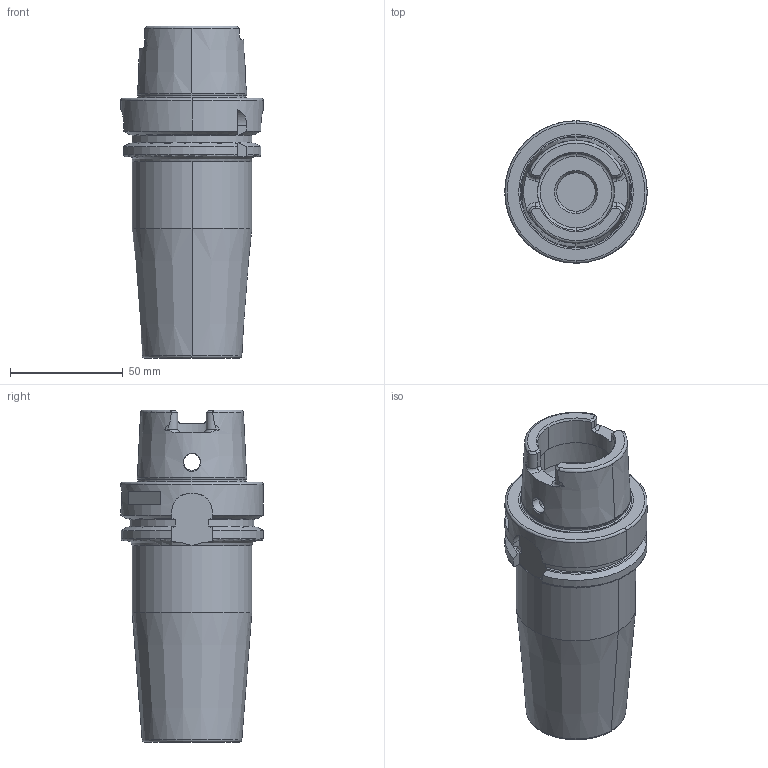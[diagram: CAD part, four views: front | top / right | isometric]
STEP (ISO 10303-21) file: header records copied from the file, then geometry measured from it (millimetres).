
FILE_DESCRIPTION((''),'2;1');
FILE_NAME('A63_70_25','2020-08-04T',('103090'),(''),'CREO PARAMETRIC BY PTC INC, 2016260','CREO PARAMETRIC BY PTC INC, 2016260','');
FILE_SCHEMA(('CONFIG_CONTROL_DESIGN'));
Length unit declared in the file: millimetre
Products named in the file (1): A63_70_25
Bounding box: 63 x 63 x 147 mm (x, y, z)
Volume: 225486.8 mm3; surface area: 41492.7 mm2
Topology: 1 solids, 1 shells, 187 faces, 466 edges, 287 vertices
Faces by surface type: plane 61, cylinder 51, cone 40, torus 35
Entity records: 6292 total; most frequent: CARTESIAN_POINT 1862, ORIENTED_EDGE 928, DIRECTION 927, EDGE_CURVE 464, AXIS2_PLACEMENT_3D 385, VERTEX_POINT 287, EDGE_LOOP 199, CIRCLE 195
